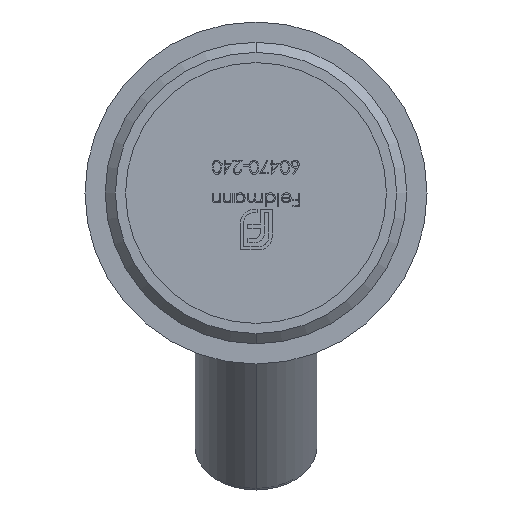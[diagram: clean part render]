
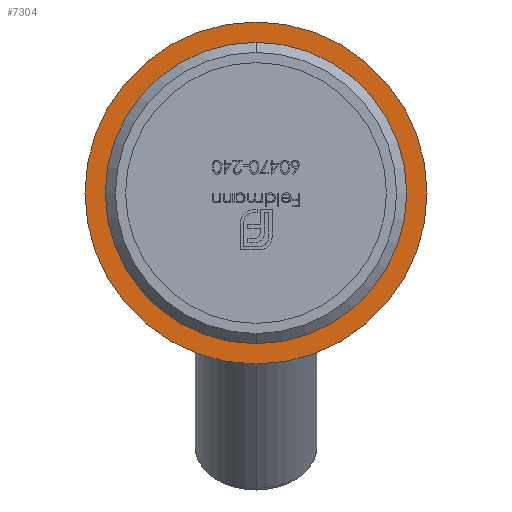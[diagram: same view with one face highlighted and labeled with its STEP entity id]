
A CAD part, front view. The second image highlights one B-rep face of the part: STEP entity #7304.
In plain terms, the highlighted planar face has unit normal (0, -1, 0).
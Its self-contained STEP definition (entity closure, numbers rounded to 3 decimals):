
#44 = AXIS2_PLACEMENT_3D ( 'NONE', #3941, #10759, #7263 ) ;
#692 = CARTESIAN_POINT ( 'NONE',  ( 0., -7., 0. ) ) ;
#750 = DIRECTION ( 'NONE',  ( 0., 0., 1. ) ) ;
#803 = CARTESIAN_POINT ( 'NONE',  ( 0., -7., 0. ) ) ;
#942 = CARTESIAN_POINT ( 'NONE',  ( 0., -7., 0. ) ) ;
#1595 = CIRCLE ( 'NONE', #44, 16.85 ) ;
#2029 = DIRECTION ( 'NONE',  ( 0., 0., 1. ) ) ;
#2955 = DIRECTION ( 'NONE',  ( 0., -1., 0. ) ) ;
#3230 = DIRECTION ( 'NONE',  ( 0., 1., 0. ) ) ;
#3345 = VERTEX_POINT ( 'NONE', #12187 ) ;
#3621 = CARTESIAN_POINT ( 'NONE',  ( 0., -7., -14.85 ) ) ;
#3657 = CARTESIAN_POINT ( 'NONE',  ( 0., -7., -16.85 ) ) ;
#3941 = CARTESIAN_POINT ( 'NONE',  ( 0., -7., 0. ) ) ;
#3990 = CIRCLE ( 'NONE', #8703, 14.85 ) ;
#4100 = DIRECTION ( 'NONE',  ( 0., 0., 1. ) ) ;
#4329 = DIRECTION ( 'NONE',  ( 0., 1., 0. ) ) ;
#4446 = DIRECTION ( 'NONE',  ( 0., 0., 1. ) ) ;
#4902 = CIRCLE ( 'NONE', #7967, 16.85 ) ;
#5099 = FACE_BOUND ( 'NONE', #5904, .T. ) ;
#5107 = AXIS2_PLACEMENT_3D ( 'NONE', #692, #13268, #750 ) ;
#5904 = EDGE_LOOP ( 'NONE', ( #13398, #14618 ) ) ;
#6125 = VERTEX_POINT ( 'NONE', #7176 ) ;
#6684 = AXIS2_PLACEMENT_3D ( 'NONE', #942, #3230, #4446 ) ;
#6737 = CIRCLE ( 'NONE', #5107, 14.85 ) ;
#7176 = CARTESIAN_POINT ( 'NONE',  ( 0., -7., 14.85 ) ) ;
#7263 = DIRECTION ( 'NONE',  ( 0., 0., 1. ) ) ;
#7304 = ADVANCED_FACE ( 'NONE', ( #5099, #14728 ), #12357, .F. ) ;
#7395 = VERTEX_POINT ( 'NONE', #3657 ) ;
#7468 = CARTESIAN_POINT ( 'NONE',  ( 0., -7., 0. ) ) ;
#7472 = ORIENTED_EDGE ( 'NONE', *, *, #9041, .F. ) ;
#7594 = EDGE_LOOP ( 'NONE', ( #7472, #12499 ) ) ;
#7967 = AXIS2_PLACEMENT_3D ( 'NONE', #803, #4329, #2029 ) ;
#8703 = AXIS2_PLACEMENT_3D ( 'NONE', #7468, #2955, #4100 ) ;
#9041 = EDGE_CURVE ( 'NONE', #3345, #7395, #1595, .T. ) ;
#9106 = EDGE_CURVE ( 'NONE', #13934, #6125, #3990, .T. ) ;
#10759 = DIRECTION ( 'NONE',  ( 0., 1., 0. ) ) ;
#12187 = CARTESIAN_POINT ( 'NONE',  ( 0., -7., 16.85 ) ) ;
#12357 = PLANE ( 'NONE',  #6684 ) ;
#12387 = EDGE_CURVE ( 'NONE', #6125, #13934, #6737, .T. ) ;
#12499 = ORIENTED_EDGE ( 'NONE', *, *, #14693, .F. ) ;
#13268 = DIRECTION ( 'NONE',  ( 0., -1., 0. ) ) ;
#13398 = ORIENTED_EDGE ( 'NONE', *, *, #12387, .F. ) ;
#13934 = VERTEX_POINT ( 'NONE', #3621 ) ;
#14618 = ORIENTED_EDGE ( 'NONE', *, *, #9106, .F. ) ;
#14693 = EDGE_CURVE ( 'NONE', #7395, #3345, #4902, .T. ) ;
#14728 = FACE_OUTER_BOUND ( 'NONE', #7594, .T. ) ;
